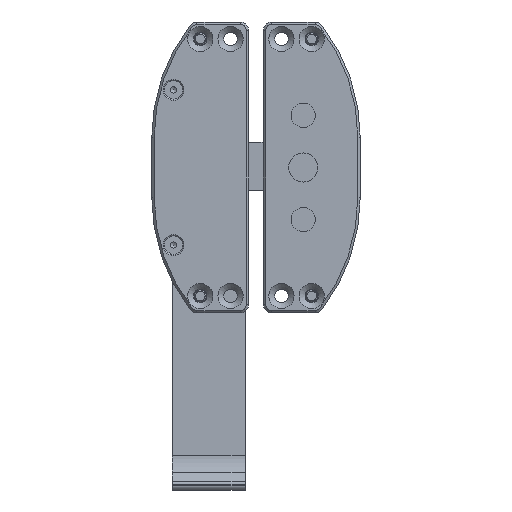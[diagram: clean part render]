
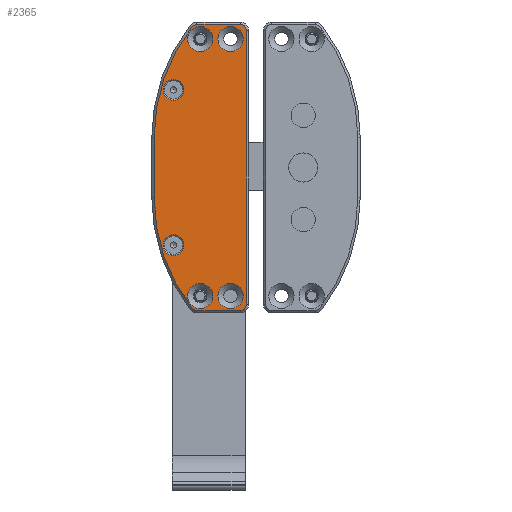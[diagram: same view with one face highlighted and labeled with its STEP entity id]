
A CAD part, left-side view. The second image highlights one B-rep face of the part: STEP entity #2365.
In plain terms, the highlighted planar face has unit normal (-1, 0, 0).
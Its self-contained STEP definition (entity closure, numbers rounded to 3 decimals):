
#1686=CARTESIAN_POINT('',(-7.5,-31.0,36.3));
#1687=VERTEX_POINT('',#1686);
#1688=CARTESIAN_POINT('',(-7.5,-31.0,32.0));
#1689=DIRECTION('',(1.0,0.0,0.0));
#1690=DIRECTION('',(0.0,0.0,1.0));
#1691=AXIS2_PLACEMENT_3D('',#1688,#1689,#1690);
#1692=CIRCLE('',#1691,4.3);
#1693=EDGE_CURVE('',#1687,#1687,#1692,.T.);
#1734=CARTESIAN_POINT('',(-7.5,-31.0,-27.7));
#1735=VERTEX_POINT('',#1734);
#1736=CARTESIAN_POINT('',(-7.5,-31.0,-32.0));
#1737=DIRECTION('',(1.0,0.0,0.0));
#1738=DIRECTION('',(0.0,0.0,1.0));
#1739=AXIS2_PLACEMENT_3D('',#1736,#1737,#1738);
#1740=CIRCLE('',#1739,4.3);
#1741=EDGE_CURVE('',#1735,#1735,#1740,.T.);
#1821=CARTESIAN_POINT('',(-7.5,-21.358,59.));
#1822=VERTEX_POINT('',#1821);
#1829=CARTESIAN_POINT('',(-7.5,-23.329,58.038));
#1830=VERTEX_POINT('',#1829);
#1831=CARTESIAN_POINT('',(-7.5,-21.358,56.5));
#1832=DIRECTION('',(1.0,0.0,0.0));
#1833=DIRECTION('',(0.0,0.0,1.0));
#1834=AXIS2_PLACEMENT_3D('',#1831,#1832,#1833);
#1835=CIRCLE('',#1834,2.5);
#1836=EDGE_CURVE('',#1822,#1830,#1835,.T.);
#1863=CARTESIAN_POINT('',(-7.5,-3.5,59.0));
#1864=VERTEX_POINT('',#1863);
#1871=CARTESIAN_POINT('',(-7.5,-3.5,59.0));
#1872=DIRECTION('',(0.0,-1.0,0.0));
#1873=VECTOR('',#1872,17.858);
#1874=LINE('',#1871,#1873);
#1875=EDGE_CURVE('',#1864,#1822,#1874,.T.);
#1892=CARTESIAN_POINT('',(-7.5,-39.0,12.5));
#1893=VERTEX_POINT('',#1892);
#1910=CARTESIAN_POINT('',(-7.5,35.0,12.5));
#1911=DIRECTION('',(1.0,0.0,0.0));
#1912=DIRECTION('',(0.0,-0.788,0.615));
#1913=AXIS2_PLACEMENT_3D('',#1910,#1911,#1912);
#1914=CIRCLE('',#1913,74.0);
#1915=EDGE_CURVE('',#1830,#1893,#1914,.T.);
#1927=CARTESIAN_POINT('',(-7.5,-1.,56.5));
#1928=VERTEX_POINT('',#1927);
#1935=CARTESIAN_POINT('',(-7.5,-3.5,56.5));
#1936=DIRECTION('',(1.0,0.0,0.0));
#1937=DIRECTION('',(0.0,1.0,0.0));
#1938=AXIS2_PLACEMENT_3D('',#1935,#1936,#1937);
#1939=CIRCLE('',#1938,2.5);
#1940=EDGE_CURVE('',#1928,#1864,#1939,.T.);
#1958=CARTESIAN_POINT('',(-7.5,-39.0,-12.5));
#1959=VERTEX_POINT('',#1958);
#1975=CARTESIAN_POINT('',(-7.5,-39.0,12.5));
#1976=DIRECTION('',(0.0,0.0,-1.0));
#1977=VECTOR('',#1976,25.);
#1978=LINE('',#1975,#1977);
#1979=EDGE_CURVE('',#1893,#1959,#1978,.T.);
#1991=CARTESIAN_POINT('',(-7.5,-1.,-56.5));
#1992=VERTEX_POINT('',#1991);
#1999=CARTESIAN_POINT('',(-7.5,-1.,-56.5));
#2000=DIRECTION('',(0.0,0.0,1.0));
#2001=VECTOR('',#2000,113.);
#2002=LINE('',#1999,#2001);
#2003=EDGE_CURVE('',#1992,#1928,#2002,.T.);
#2020=CARTESIAN_POINT('',(-7.5,-23.329,-58.038));
#2021=VERTEX_POINT('',#2020);
#2038=CARTESIAN_POINT('',(-7.5,35.0,-12.5));
#2039=DIRECTION('',(1.0,0.0,0.0));
#2040=DIRECTION('',(0.0,-1.0,0.0));
#2041=AXIS2_PLACEMENT_3D('',#2038,#2039,#2040);
#2042=CIRCLE('',#2041,74.0);
#2043=EDGE_CURVE('',#1959,#2021,#2042,.T.);
#2055=CARTESIAN_POINT('',(-7.5,-3.5,-59.0));
#2056=VERTEX_POINT('',#2055);
#2063=CARTESIAN_POINT('',(-7.5,-3.5,-56.5));
#2064=DIRECTION('',(1.0,0.0,0.0));
#2065=DIRECTION('',(0.0,0.0,-1.0));
#2066=AXIS2_PLACEMENT_3D('',#2063,#2064,#2065);
#2067=CIRCLE('',#2066,2.5);
#2068=EDGE_CURVE('',#2056,#1992,#2067,.T.);
#2086=CARTESIAN_POINT('',(-7.5,-21.358,-59.));
#2087=VERTEX_POINT('',#2086);
#2104=CARTESIAN_POINT('',(-7.5,-21.358,-56.5));
#2105=DIRECTION('',(1.0,0.0,0.0));
#2106=DIRECTION('',(0.0,-0.788,-0.615));
#2107=AXIS2_PLACEMENT_3D('',#2104,#2105,#2106);
#2108=CIRCLE('',#2107,2.5);
#2109=EDGE_CURVE('',#2021,#2087,#2108,.T.);
#2127=CARTESIAN_POINT('',(-7.5,-21.358,-59.0));
#2128=DIRECTION('',(0.0,1.0,0.0));
#2129=VECTOR('',#2128,17.858);
#2130=LINE('',#2127,#2129);
#2131=EDGE_CURVE('',#2087,#2056,#2130,.T.);
#2298=CARTESIAN_POINT('',(-7.5,-17.871,-27.346));
#2299=DIRECTION('',(1.0,0.0,0.0));
#2300=DIRECTION('',(0.0,0.0,-1.0));
#2301=AXIS2_PLACEMENT_3D('',#2298,#2299,#2300);
#2302=PLANE('',#2301);
#2303=ORIENTED_EDGE('',*,*,#1836,.F.);
#2304=ORIENTED_EDGE('',*,*,#1875,.F.);
#2305=ORIENTED_EDGE('',*,*,#1940,.F.);
#2306=ORIENTED_EDGE('',*,*,#2003,.F.);
#2307=ORIENTED_EDGE('',*,*,#2068,.F.);
#2308=ORIENTED_EDGE('',*,*,#2131,.F.);
#2309=ORIENTED_EDGE('',*,*,#2109,.F.);
#2310=ORIENTED_EDGE('',*,*,#2043,.F.);
#2311=ORIENTED_EDGE('',*,*,#1979,.F.);
#2312=ORIENTED_EDGE('',*,*,#1915,.F.);
#2313=EDGE_LOOP('',(#2303,#2304,#2305,#2306,#2307,#2308,#2309,#2310,#2311,#2312));
#2314=FACE_OUTER_BOUND('',#2313,.T.);
#2315=ORIENTED_EDGE('',*,*,#1693,.T.);
#2316=EDGE_LOOP('',(#2315));
#2317=FACE_BOUND('',#2316,.T.);
#2318=ORIENTED_EDGE('',*,*,#1741,.T.);
#2319=EDGE_LOOP('',(#2318));
#2320=FACE_BOUND('',#2319,.T.);
#2321=CARTESIAN_POINT('',(-7.5,-20.0,-47.8));
#2322=VERTEX_POINT('',#2321);
#2323=CARTESIAN_POINT('',(-7.5,-20.0,-53.));
#2324=DIRECTION('',(1.0,0.0,0.0));
#2325=DIRECTION('',(0.0,0.0,1.0));
#2326=AXIS2_PLACEMENT_3D('',#2323,#2324,#2325);
#2327=CIRCLE('',#2326,5.2);
#2328=EDGE_CURVE('',#2322,#2322,#2327,.T.);
#2329=ORIENTED_EDGE('',*,*,#2328,.T.);
#2330=EDGE_LOOP('',(#2329));
#2331=FACE_BOUND('',#2330,.T.);
#2332=CARTESIAN_POINT('',(-7.5,-20.0,58.2));
#2333=VERTEX_POINT('',#2332);
#2334=CARTESIAN_POINT('',(-7.5,-20.0,53.));
#2335=DIRECTION('',(1.0,0.0,0.0));
#2336=DIRECTION('',(0.0,0.0,1.0));
#2337=AXIS2_PLACEMENT_3D('',#2334,#2335,#2336);
#2338=CIRCLE('',#2337,5.2);
#2339=EDGE_CURVE('',#2333,#2333,#2338,.T.);
#2340=ORIENTED_EDGE('',*,*,#2339,.T.);
#2341=EDGE_LOOP('',(#2340));
#2342=FACE_BOUND('',#2341,.T.);
#2343=CARTESIAN_POINT('',(-7.5,-7.5,58.2));
#2344=VERTEX_POINT('',#2343);
#2345=CARTESIAN_POINT('',(-7.5,-7.5,53.));
#2346=DIRECTION('',(1.0,0.0,0.0));
#2347=DIRECTION('',(0.0,0.0,1.0));
#2348=AXIS2_PLACEMENT_3D('',#2345,#2346,#2347);
#2349=CIRCLE('',#2348,5.2);
#2350=EDGE_CURVE('',#2344,#2344,#2349,.T.);
#2351=ORIENTED_EDGE('',*,*,#2350,.T.);
#2352=EDGE_LOOP('',(#2351));
#2353=FACE_BOUND('',#2352,.T.);
#2354=CARTESIAN_POINT('',(-7.5,-7.5,-47.8));
#2355=VERTEX_POINT('',#2354);
#2356=CARTESIAN_POINT('',(-7.5,-7.5,-53.));
#2357=DIRECTION('',(1.0,0.0,0.0));
#2358=DIRECTION('',(0.0,0.0,1.0));
#2359=AXIS2_PLACEMENT_3D('',#2356,#2357,#2358);
#2360=CIRCLE('',#2359,5.2);
#2361=EDGE_CURVE('',#2355,#2355,#2360,.T.);
#2362=ORIENTED_EDGE('',*,*,#2361,.T.);
#2363=EDGE_LOOP('',(#2362));
#2364=FACE_BOUND('',#2363,.T.);
#2365=ADVANCED_FACE('',(#2314,#2317,#2320,#2331,#2342,#2353,#2364),#2302,.F.);
